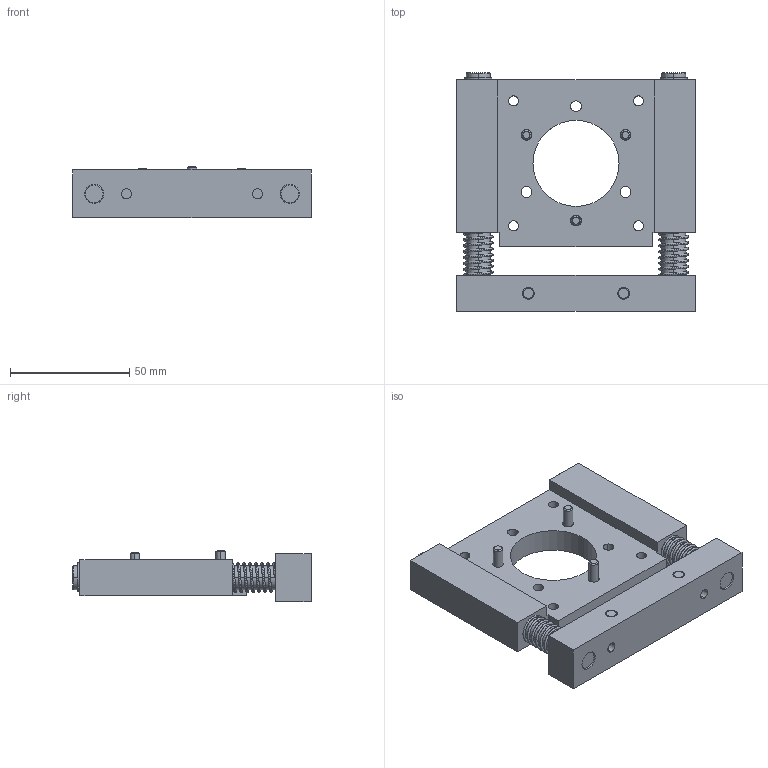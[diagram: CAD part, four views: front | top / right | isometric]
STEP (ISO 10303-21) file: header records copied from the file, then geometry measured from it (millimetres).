
FILE_DESCRIPTION (( 'STEP AP214' ), '1' );
FILE_NAME ('PF0408.STEP', '2024-08-21T11:52:18', ( '' ), ( '' ), 'SwSTEP 2.0', 'SolidWorks 2021', '' );
FILE_SCHEMA (( 'AUTOMOTIVE_DESIGN' ));
Length unit declared in the file: inch
Products named in the file (1): PF0408
Bounding box: 100 x 100 x 21.5 mm (x, y, z)
Volume: 97890.4 mm3; surface area: 38546.4 mm2
Topology: 6 solids, 10 shells, 391 faces, 970 edges, 604 vertices
Faces by surface type: cylinder 172, plane 105, cone 90, bspline 24
Entity records: 17744 total; most frequent: CARTESIAN_POINT 8111, DIRECTION 2105, ORIENTED_EDGE 1940, EDGE_CURVE 970, AXIS2_PLACEMENT_3D 844, VERTEX_POINT 604, CIRCLE 476, EDGE_LOOP 448
